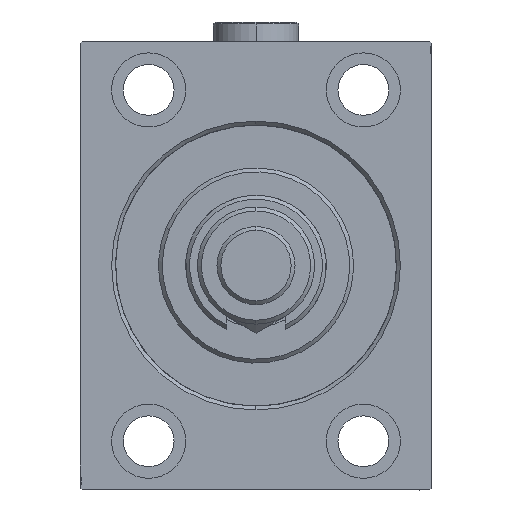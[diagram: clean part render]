
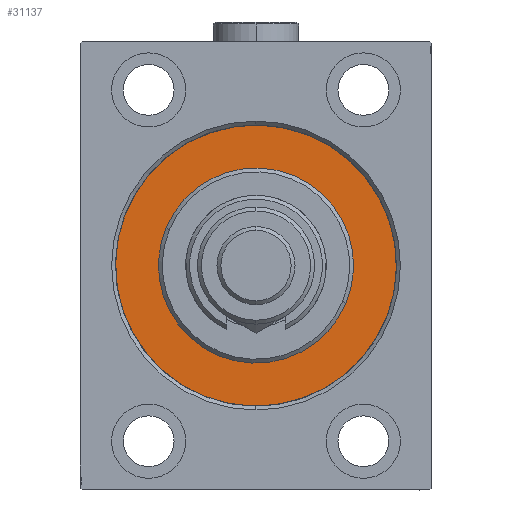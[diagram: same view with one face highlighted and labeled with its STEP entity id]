
A CAD part, left-side view. The second image highlights one B-rep face of the part: STEP entity #31137.
In plain terms, the highlighted face is planar.
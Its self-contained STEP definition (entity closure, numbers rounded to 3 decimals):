
#95 = DIRECTION ( 'NONE',  ( 0., 0., -1. ) ) ;
#2656 = AXIS2_PLACEMENT_3D ( 'NONE', #44447, #30084, #34448 ) ;
#2781 = CARTESIAN_POINT ( 'NONE',  ( 0., 0., 0. ) ) ;
#3454 = ORIENTED_EDGE ( 'NONE', *, *, #35584, .F. ) ;
#4448 = VERTEX_POINT ( 'NONE', #33976 ) ;
#4868 = CARTESIAN_POINT ( 'NONE',  ( 0., 0., 0. ) ) ;
#5569 = CARTESIAN_POINT ( 'NONE',  ( 0., 0., 25. ) ) ;
#7860 = ORIENTED_EDGE ( 'NONE', *, *, #10926, .F. ) ;
#10926 = EDGE_CURVE ( 'NONE', #4448, #25112, #23665, .T. ) ;
#11150 = EDGE_CURVE ( 'NONE', #25112, #4448, #41588, .T. ) ;
#14453 = DIRECTION ( 'NONE',  ( -1., 0., 0. ) ) ;
#14484 = CARTESIAN_POINT ( 'NONE',  ( 0., 0., 0. ) ) ;
#15919 = ORIENTED_EDGE ( 'NONE', *, *, #18558, .F. ) ;
#16705 = AXIS2_PLACEMENT_3D ( 'NONE', #2781, #14453, #17641 ) ;
#17306 = EDGE_LOOP ( 'NONE', ( #20094, #7860 ) ) ;
#17641 = DIRECTION ( 'NONE',  ( 0., 0., 1. ) ) ;
#18558 = EDGE_CURVE ( 'NONE', #24129, #29708, #23942, .T. ) ;
#19258 = EDGE_LOOP ( 'NONE', ( #3454, #15919 ) ) ;
#20094 = ORIENTED_EDGE ( 'NONE', *, *, #11150, .F. ) ;
#23665 = CIRCLE ( 'NONE', #2656, 36. ) ;
#23942 = CIRCLE ( 'NONE', #32497, 25. ) ;
#24129 = VERTEX_POINT ( 'NONE', #32462 ) ;
#24135 = FACE_OUTER_BOUND ( 'NONE', #17306, .T. ) ;
#25112 = VERTEX_POINT ( 'NONE', #29433 ) ;
#27551 = DIRECTION ( 'NONE',  ( 0., 0., 1. ) ) ;
#29433 = CARTESIAN_POINT ( 'NONE',  ( 0., 0., -36. ) ) ;
#29708 = VERTEX_POINT ( 'NONE', #5569 ) ;
#30084 = DIRECTION ( 'NONE',  ( -1., 0., 0. ) ) ;
#30216 = DIRECTION ( 'NONE',  ( 0., 0., -1. ) ) ;
#31137 = ADVANCED_FACE ( 'NONE', ( #46522, #24135 ), #36063, .F. ) ;
#31154 = CIRCLE ( 'NONE', #46703, 25. ) ;
#31452 = DIRECTION ( 'NONE',  ( -1., 0., 0. ) ) ;
#32462 = CARTESIAN_POINT ( 'NONE',  ( 0., 0., -25. ) ) ;
#32497 = AXIS2_PLACEMENT_3D ( 'NONE', #4868, #41905, #30216 ) ;
#33235 = DIRECTION ( 'NONE',  ( 1., 0., 0. ) ) ;
#33976 = CARTESIAN_POINT ( 'NONE',  ( 0., 0., 36. ) ) ;
#34448 = DIRECTION ( 'NONE',  ( 0., 0., 1. ) ) ;
#35584 = EDGE_CURVE ( 'NONE', #29708, #24129, #31154, .T. ) ;
#36063 = PLANE ( 'NONE',  #38903 ) ;
#38903 = AXIS2_PLACEMENT_3D ( 'NONE', #47012, #31452, #27551 ) ;
#41588 = CIRCLE ( 'NONE', #16705, 36. ) ;
#41905 = DIRECTION ( 'NONE',  ( 1., 0., 0. ) ) ;
#44447 = CARTESIAN_POINT ( 'NONE',  ( 0., 0., 0. ) ) ;
#46522 = FACE_BOUND ( 'NONE', #19258, .T. ) ;
#46703 = AXIS2_PLACEMENT_3D ( 'NONE', #14484, #33235, #95 ) ;
#47012 = CARTESIAN_POINT ( 'NONE',  ( 0., 0., 0. ) ) ;
